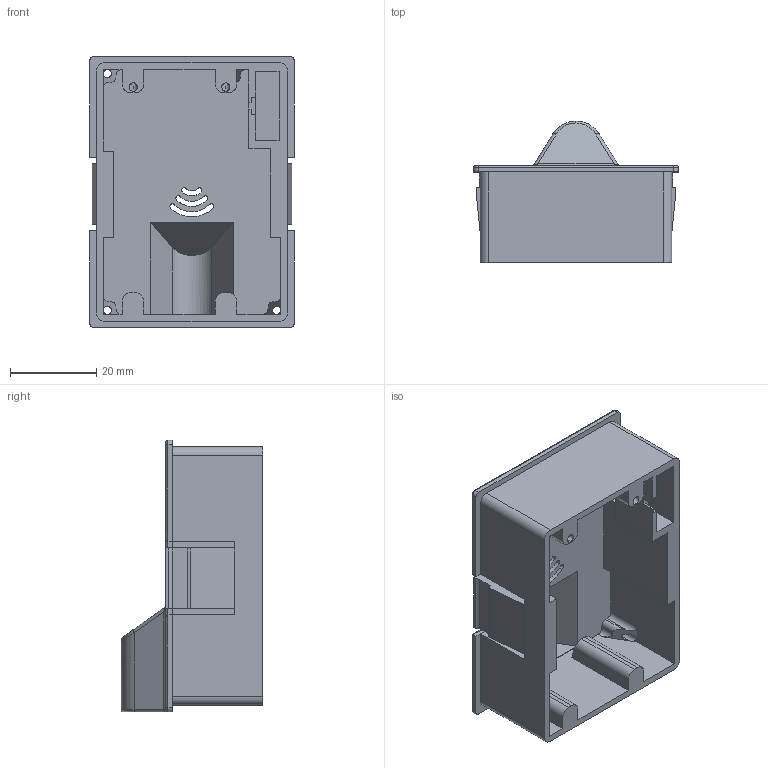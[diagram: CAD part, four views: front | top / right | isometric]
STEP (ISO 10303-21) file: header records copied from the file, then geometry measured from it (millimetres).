
FILE_DESCRIPTION (( 'STEP AP214' ), '1' );
FILE_NAME ('jr_case_slimmer.STEP', '2021-03-14T19:23:01', ( 'Windows User' ), ( '' ), 'SwSTEP 2.0', 'SolidWorks 2014', '' );
FILE_SCHEMA (( 'AUTOMOTIVE_DESIGN' ));
Length unit declared in the file: millimetre
Products named in the file (1): jr_case_slimmer
Bounding box: 47.4 x 32.85 x 63 mm (x, y, z)
Volume: 14195.9 mm3; surface area: 19250.9 mm2
Topology: 2 solids, 2 shells, 637 faces, 1769 edges, 1162 vertices
Faces by surface type: plane 274, bspline 269, cylinder 87, torus 7
Entity records: 27898 total; most frequent: CARTESIAN_POINT 12096, ORIENTED_EDGE 3530, DIRECTION 2044, EDGE_CURVE 1765, VERTEX_POINT 1160, VECTOR 1052, LINE 1052, EDGE_LOOP 697
